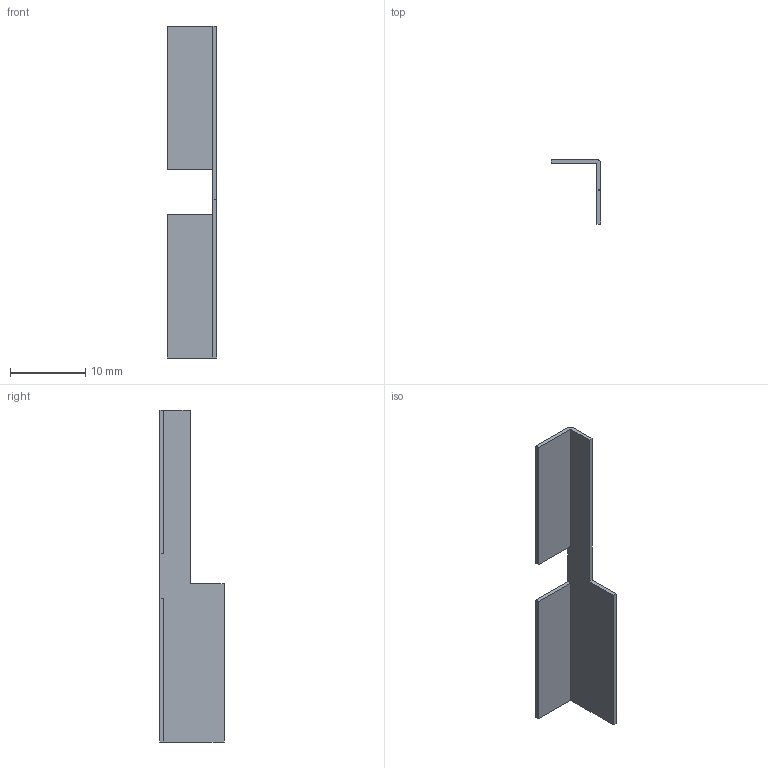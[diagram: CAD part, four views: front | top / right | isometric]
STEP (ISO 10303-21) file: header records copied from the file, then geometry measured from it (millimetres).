
FILE_DESCRIPTION (( 'STEP AP203' ), '1' );
FILE_NAME ('sheet_upright.STEP', '2020-10-18T10:59:55', ( '' ), ( '' ), 'SwSTEP 2.0', 'SolidWorks 2018', '' );
FILE_SCHEMA (( 'CONFIG_CONTROL_DESIGN' ));
Length unit declared in the file: millimetre
Products named in the file (1): sheet_upright
Bounding box: 6.5 x 8.5 x 44 mm (x, y, z)
Volume: 246.9 mm3; surface area: 1052 mm2
Topology: 1 solids, 1 shells, 16 faces, 40 edges, 26 vertices
Faces by surface type: plane 15, cylinder 1
Entity records: 547 total; most frequent: CARTESIAN_POINT 83, ORIENTED_EDGE 80, DIRECTION 76, EDGE_CURVE 40, LINE 38, VECTOR 38, VERTEX_POINT 26, AXIS2_PLACEMENT_3D 19
